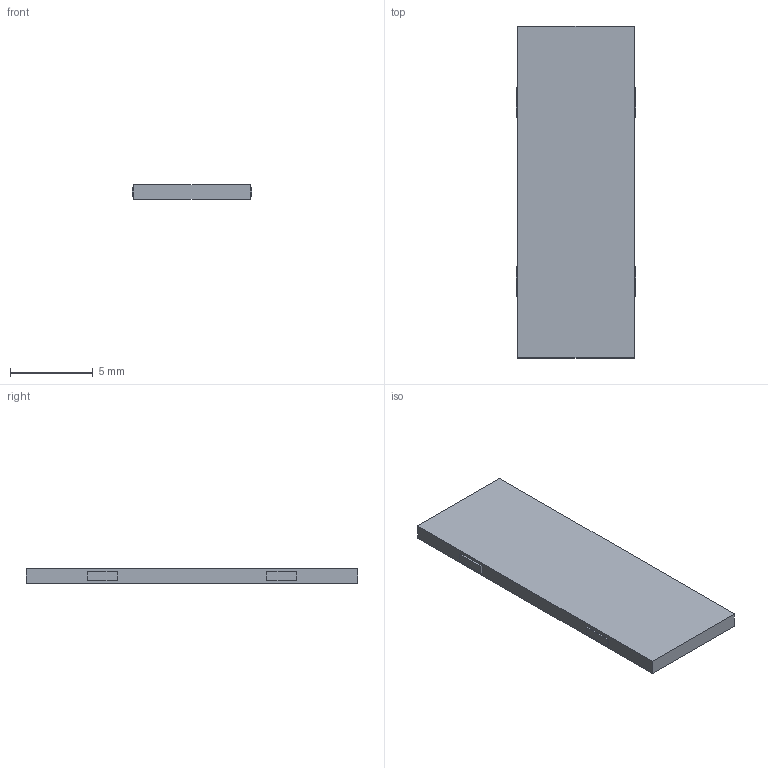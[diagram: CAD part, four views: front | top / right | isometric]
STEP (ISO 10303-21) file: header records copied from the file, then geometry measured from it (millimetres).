
FILE_DESCRIPTION(/* description */ (''),/* implementation_level */ '2;1');
FILE_NAME(/* name */ 'Bezeichnungsschild_Ventil_A.stp',/* time_stamp */ '2018-09-06T12:35:26+02:00',/* author */ (''),/* organization */ (''),/* preprocessor_version */ 'ST-DEVELOPER v16',/* originating_system */ 'SIEMENS PLM Software NX 10.0',/* authorisation */ '');
FILE_SCHEMA (('AUTOMOTIVE_DESIGN { 1 0 10303 214 3 1 1 1 }'));
Length unit declared in the file: millimetre
Products named in the file (1): Bezeichnungsschild_Ventil_A
Bounding box: 7.2 x 20 x 0.9 mm (x, y, z)
Volume: 126.4 mm3; surface area: 330.4 mm2
Topology: 1 solids, 1 shells, 26 faces, 60 edges, 40 vertices
Faces by surface type: plane 26
Entity records: 748 total; most frequent: CARTESIAN_POINT 127, ORIENTED_EDGE 120, DIRECTION 114, EDGE_CURVE 60, LINE 60, VECTOR 60, VERTEX_POINT 40, EDGE_LOOP 30
